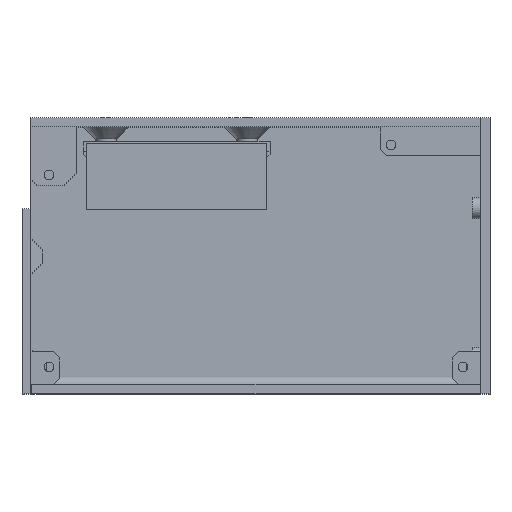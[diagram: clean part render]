
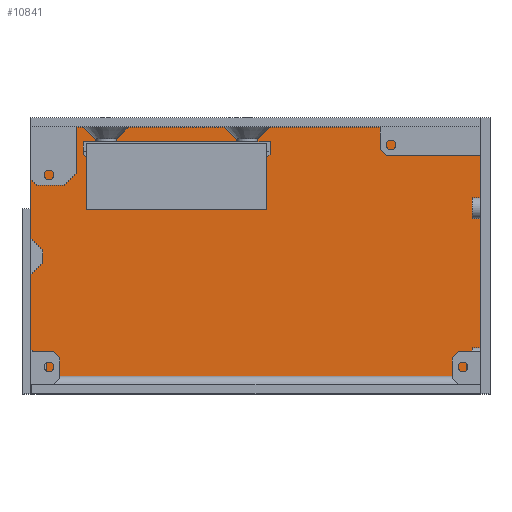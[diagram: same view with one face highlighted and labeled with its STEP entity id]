
A CAD part, top view. The second image highlights one B-rep face of the part: STEP entity #10841.
In plain terms, the highlighted planar face has unit normal (0, 0, 1).
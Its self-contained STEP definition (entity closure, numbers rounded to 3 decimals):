
#277=FACE_BOUND('',#1834,.T.);
#278=FACE_BOUND('',#1835,.T.);
#279=FACE_BOUND('',#1836,.T.);
#280=FACE_BOUND('',#1837,.T.);
#281=FACE_BOUND('',#1838,.T.);
#633=PLANE('',#11816);
#1181=FACE_OUTER_BOUND('',#1833,.T.);
#1833=EDGE_LOOP('',(#9709,#9710,#9711,#9712,#9713,#9714));
#1834=EDGE_LOOP('',(#9715));
#1835=EDGE_LOOP('',(#9716));
#1836=EDGE_LOOP('',(#9717));
#1837=EDGE_LOOP('',(#9718));
#1838=EDGE_LOOP('',(#9719));
#2924=LINE('',#18083,#4093);
#2927=LINE('',#18088,#4096);
#2929=LINE('',#18092,#4098);
#2931=LINE('',#18096,#4100);
#2933=LINE('',#18100,#4102);
#2935=LINE('',#18103,#4104);
#4093=VECTOR('',#14543,10.);
#4096=VECTOR('',#14548,10.);
#4098=VECTOR('',#14552,10.);
#4100=VECTOR('',#14556,10.);
#4102=VECTOR('',#14560,10.);
#4104=VECTOR('',#14564,10.);
#4563=CIRCLE('',#11793,1.6);
#4565=CIRCLE('',#11797,1.6);
#4567=CIRCLE('',#11801,1.6);
#4569=CIRCLE('',#11805,1.6);
#4571=CIRCLE('',#11809,1.6);
#5444=VERTEX_POINT('',#18045);
#5446=VERTEX_POINT('',#18053);
#5448=VERTEX_POINT('',#18061);
#5450=VERTEX_POINT('',#18069);
#5452=VERTEX_POINT('',#18077);
#5453=VERTEX_POINT('',#18081);
#5454=VERTEX_POINT('',#18082);
#5455=VERTEX_POINT('',#18087);
#5456=VERTEX_POINT('',#18091);
#5457=VERTEX_POINT('',#18095);
#5458=VERTEX_POINT('',#18099);
#6877=EDGE_CURVE('',#5444,#5444,#4563,.F.);
#6881=EDGE_CURVE('',#5446,#5446,#4565,.F.);
#6885=EDGE_CURVE('',#5448,#5448,#4567,.F.);
#6889=EDGE_CURVE('',#5450,#5450,#4569,.F.);
#6892=EDGE_CURVE('',#5452,#5452,#4571,.F.);
#6894=EDGE_CURVE('',#5453,#5454,#2924,.T.);
#6897=EDGE_CURVE('',#5454,#5455,#2927,.T.);
#6899=EDGE_CURVE('',#5455,#5456,#2929,.T.);
#6901=EDGE_CURVE('',#5457,#5456,#2931,.T.);
#6903=EDGE_CURVE('',#5458,#5457,#2933,.T.);
#6905=EDGE_CURVE('',#5453,#5458,#2935,.T.);
#9709=ORIENTED_EDGE('',*,*,#6905,.F.);
#9710=ORIENTED_EDGE('',*,*,#6894,.T.);
#9711=ORIENTED_EDGE('',*,*,#6897,.T.);
#9712=ORIENTED_EDGE('',*,*,#6899,.T.);
#9713=ORIENTED_EDGE('',*,*,#6901,.F.);
#9714=ORIENTED_EDGE('',*,*,#6903,.F.);
#9715=ORIENTED_EDGE('',*,*,#6892,.T.);
#9716=ORIENTED_EDGE('',*,*,#6885,.F.);
#9717=ORIENTED_EDGE('',*,*,#6881,.F.);
#9718=ORIENTED_EDGE('',*,*,#6889,.F.);
#9719=ORIENTED_EDGE('',*,*,#6877,.F.);
#10841=ADVANCED_FACE('',(#1181,#277,#278,#279,#280,#281),#633,.F.);
#11793=AXIS2_PLACEMENT_3D('',#18047,#14499,#14500);
#11797=AXIS2_PLACEMENT_3D('',#18055,#14509,#14510);
#11801=AXIS2_PLACEMENT_3D('',#18063,#14519,#14520);
#11805=AXIS2_PLACEMENT_3D('',#18071,#14529,#14530);
#11809=AXIS2_PLACEMENT_3D('',#18078,#14538,#14539);
#11816=AXIS2_PLACEMENT_3D('',#18104,#14565,#14566);
#14499=DIRECTION('center_axis',(0.,0.,-1.));
#14500=DIRECTION('ref_axis',(1.,0.,0.));
#14509=DIRECTION('center_axis',(0.,0.,-1.));
#14510=DIRECTION('ref_axis',(1.,0.,0.));
#14519=DIRECTION('center_axis',(0.,0.,-1.));
#14520=DIRECTION('ref_axis',(1.,0.,0.));
#14529=DIRECTION('center_axis',(0.,0.,-1.));
#14530=DIRECTION('ref_axis',(1.,0.,0.));
#14538=DIRECTION('center_axis',(0.,0.,1.));
#14539=DIRECTION('ref_axis',(1.,0.,0.));
#14543=DIRECTION('',(1.,0.,0.));
#14548=DIRECTION('',(0.,1.,0.));
#14552=DIRECTION('',(-1.,0.,0.));
#14556=DIRECTION('',(0.,1.,0.));
#14560=DIRECTION('',(1.,0.,0.));
#14564=DIRECTION('',(0.,1.,0.));
#14565=DIRECTION('center_axis',(0.,0.,-1.));
#14566=DIRECTION('ref_axis',(1.,0.,0.));
#18045=CARTESIAN_POINT('',(147.9,-80.,0.));
#18047=CARTESIAN_POINT('Origin',(149.5,-80.,0.));
#18053=CARTESIAN_POINT('',(139.4,-0.5,0.));
#18055=CARTESIAN_POINT('Origin',(141.,-0.5,0.));
#18061=CARTESIAN_POINT('',(7.4,-0.5,0.));
#18063=CARTESIAN_POINT('Origin',(9.,-0.5,0.));
#18069=CARTESIAN_POINT('',(-1.1,-80.,0.));
#18071=CARTESIAN_POINT('Origin',(0.5,-80.,0.));
#18077=CARTESIAN_POINT('',(-1.1,-43.25,0.));
#18078=CARTESIAN_POINT('Origin',(0.5,-43.25,0.));
#18081=CARTESIAN_POINT('',(-3.,-89.,0.));
#18082=CARTESIAN_POINT('',(153.,-89.,0.));
#18083=CARTESIAN_POINT('',(-3.,-89.,0.));
#18087=CARTESIAN_POINT('',(153.,3.,0.));
#18088=CARTESIAN_POINT('',(153.,-89.,0.));
#18091=CARTESIAN_POINT('',(0.,3.,0.));
#18092=CARTESIAN_POINT('',(153.,3.,0.));
#18095=CARTESIAN_POINT('',(0.,-27.25,0.));
#18096=CARTESIAN_POINT('',(0.,-27.25,0.));
#18099=CARTESIAN_POINT('',(-3.,-27.25,0.));
#18100=CARTESIAN_POINT('',(-3.,-27.25,0.));
#18103=CARTESIAN_POINT('',(-3.,-89.,0.));
#18104=CARTESIAN_POINT('Origin',(75.,-43.,0.));
